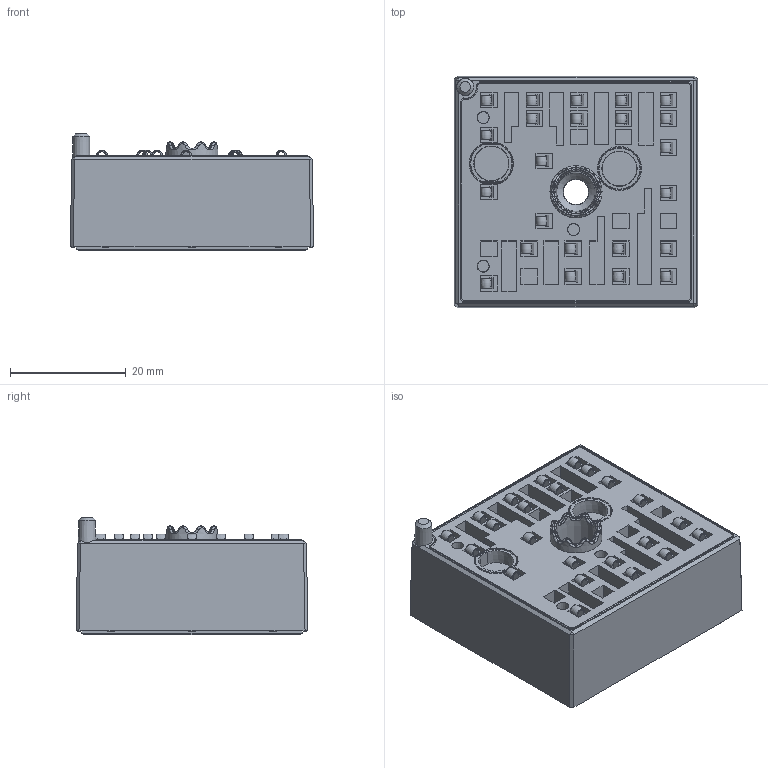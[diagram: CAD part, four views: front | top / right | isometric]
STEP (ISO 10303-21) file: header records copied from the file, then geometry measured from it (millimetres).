
FILE_DESCRIPTION(/* description */ ('Unknown'),/* implementation_level */ '2;1');
FILE_NAME(/* name */ 'MiniSkiiP1-K200(230)-01-OL',/* time_stamp */ '2016-06-01T12:50:47+02:00',/* author */ ('Unknown'),/* organization */ ('Unknown'),/* preprocessor_version */ 'ST-DEVELOPER v16',/* originating_system */ 'DEX',/* authorisation */ $);
FILE_SCHEMA (('AUTOMOTIVE_DESIGN {1 0 10303 214 3 1 1}'));
Length unit declared in the file: millimetre
Products named in the file (1): MiniSkiiP1-K200-01-OL
Bounding box: 41.99 x 39.99 x 20.29 mm (x, y, z)
Volume: 25244.2 mm3; surface area: 8990 mm2
Topology: 1 solids, 4 shells, 1074 faces, 2881 edges, 1701 vertices
Faces by surface type: plane 638, bspline 272, cylinder 102, torus 48, cone 13, sphere 1
Full cylindrical faces by diameter (mm): 3 x2, 5 x2, 5.5 x1, 6.2 x1, 6.8 x1, 7.5 x1, 7.8 x1, 8 x1
Entity records: 43945 total; most frequent: CARTESIAN_POINT 12834, ORIENTED_EDGE 5314, DIRECTION 3997, EDGE_CURVE 2657, VERTEX_POINT 1684, LINE 1661, VECTOR 1661, EDGE_LOOP 1177
